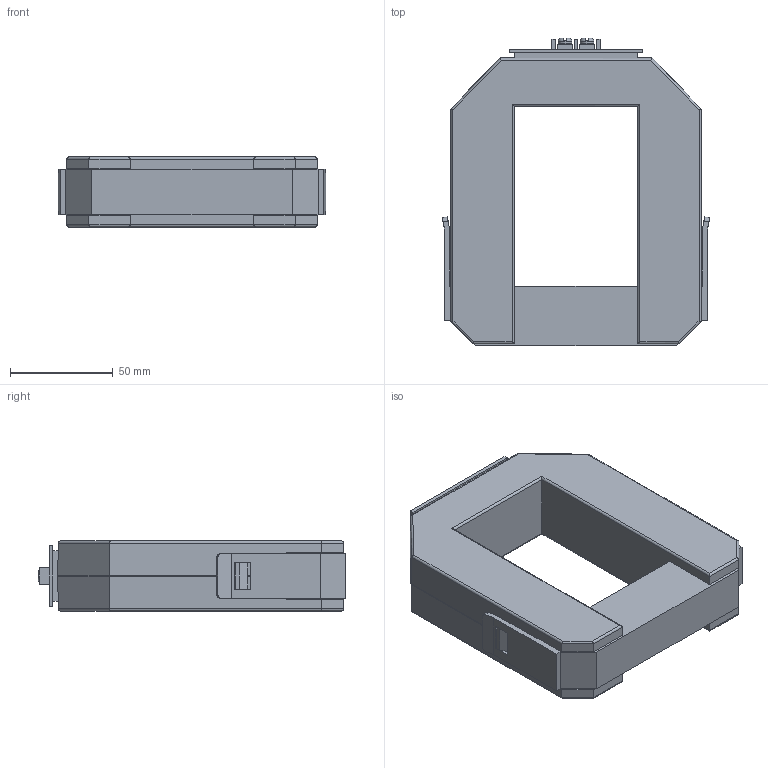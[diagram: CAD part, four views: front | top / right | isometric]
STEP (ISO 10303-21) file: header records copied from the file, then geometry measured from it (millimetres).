
FILE_DESCRIPTION (( 'STEP AP214' ), '1' );
FILE_NAME ('CTF-0800-5-SB.step', '2016-08-09T15:34:47', ( '' ), ( '' ), 'SwSTEP 2.0', 'SolidWorks 2016', '' );
FILE_SCHEMA (( 'AUTOMOTIVE_DESIGN' ));
Length unit declared in the file: inch
Products named in the file (1): CTF-0800-5-SB
Bounding box: 129.94 x 149.44 x 34 mm (x, y, z)
Volume: 368293.3 mm3; surface area: 63759.7 mm2
Topology: 8 solids, 8 shells, 194 faces, 486 edges, 312 vertices
Faces by surface type: plane 154, cylinder 32, torus 8
Entity records: 5969 total; most frequent: CARTESIAN_POINT 1217, ORIENTED_EDGE 972, DIRECTION 872, EDGE_CURVE 486, LINE 394, VECTOR 394, VERTEX_POINT 312, AXIS2_PLACEMENT_3D 239
